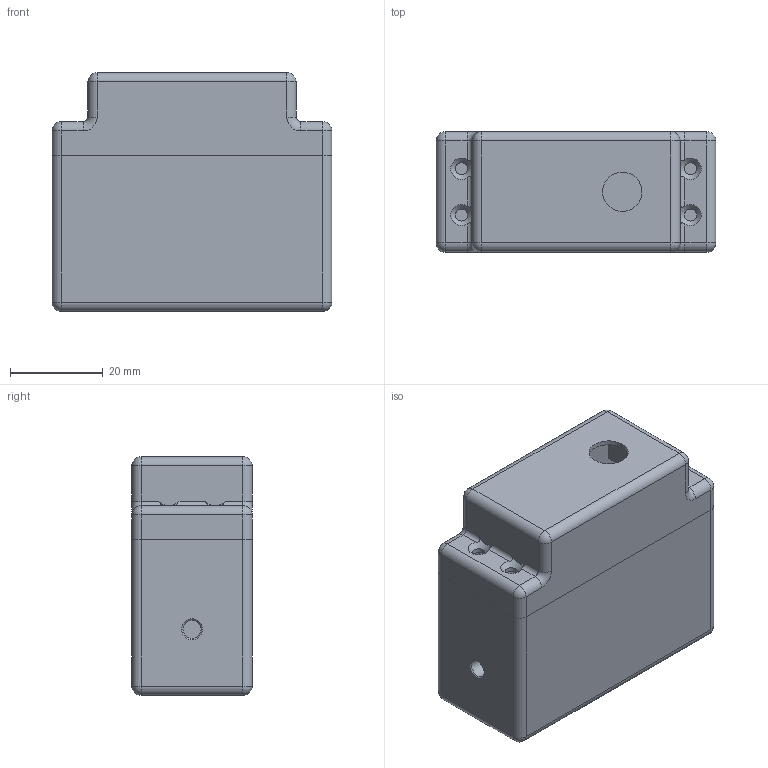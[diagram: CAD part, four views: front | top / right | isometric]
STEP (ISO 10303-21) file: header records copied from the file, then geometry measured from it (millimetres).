
FILE_DESCRIPTION(/* description */ (''),/* implementation_level */ '2;1');
FILE_NAME(/* name */ 'коробка сервак.stp',/* time_stamp */ '2023-02-18T23:19:15+03:00',/* author */ ('Tasya'),/* organization */ (''),/* preprocessor_version */ 'ST-DEVELOPER v18.1',/* originating_system */ 'Autodesk Inventor 2021',/* authorisation */ '');
FILE_SCHEMA (('AUTOMOTIVE_DESIGN { 1 0 10303 214 3 1 1 }'));
Length unit declared in the file: millimetre
Products named in the file (1): коробка сервак
Bounding box: 60.5 x 26 x 51.6 mm (x, y, z)
Volume: 32746.8 mm3; surface area: 20437.5 mm2
Topology: 2 solids, 2 shells, 138 faces, 354 edges, 225 vertices
Faces by surface type: plane 55, cylinder 52, sphere 12, cone 11, torus 8
Full cylindrical faces by diameter (mm): 2.6 x4, 3.3 x4, 3.9 x3, 8.5 x1
Entity records: 4367 total; most frequent: CARTESIAN_POINT 858, DIRECTION 765, ORIENTED_EDGE 708, EDGE_CURVE 354, AXIS2_PLACEMENT_3D 288, VERTEX_POINT 225, LINE 189, VECTOR 189
